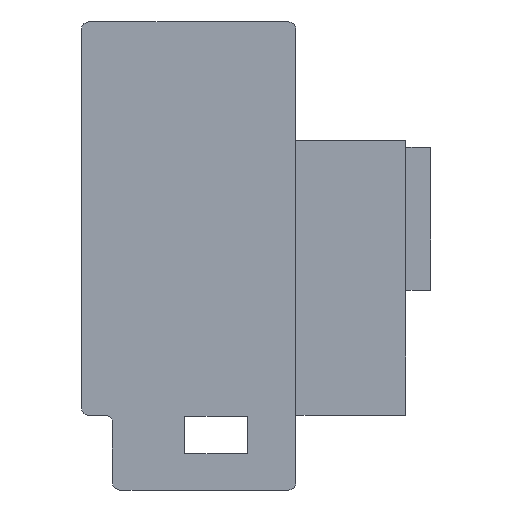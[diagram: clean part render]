
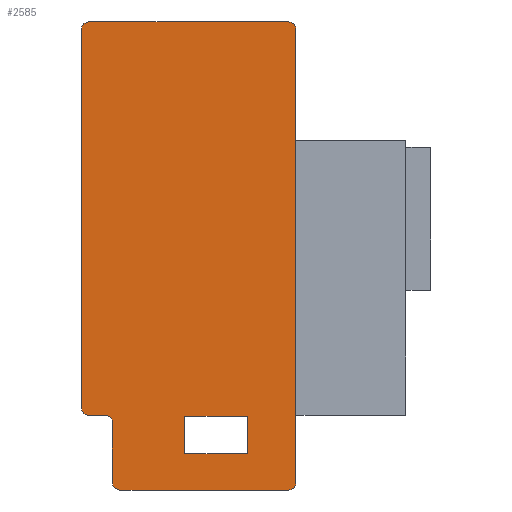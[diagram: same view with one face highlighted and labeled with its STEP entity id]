
A CAD part, left-side view. The second image highlights one B-rep face of the part: STEP entity #2585.
In plain terms, the highlighted planar face has unit normal (-1, 0, 0).
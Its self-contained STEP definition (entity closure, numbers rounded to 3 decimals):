
#2585=ADVANCED_FACE('',(#5274,#5275),#5276,.T.);
#3155=VERTEX_POINT('',#5848);
#3159=VERTEX_POINT('',#5852);
#3161=EDGE_CURVE('',#3155,#3159,#5854,.T.);
#3499=VERTEX_POINT('',#6192);
#3503=VERTEX_POINT('',#6196);
#3505=EDGE_CURVE('',#3503,#3499,#6198,.T.);
#3515=VERTEX_POINT('',#6208);
#3519=EDGE_CURVE('',#3499,#3515,#6212,.T.);
#3537=VERTEX_POINT('',#6230);
#3541=VERTEX_POINT('',#6234);
#3543=EDGE_CURVE('',#3537,#3541,#6236,.T.);
#3645=VERTEX_POINT('',#6338);
#3649=EDGE_CURVE('',#3515,#3645,#6342,.T.);
#3651=EDGE_CURVE('',#3645,#3503,#6344,.T.);
#3653=VERTEX_POINT('',#6346);
#3655=EDGE_CURVE('',#3653,#3541,#6348,.T.);
#3663=VERTEX_POINT('',#6356);
#3667=EDGE_CURVE('',#3537,#3663,#6360,.T.);
#3673=VERTEX_POINT('',#6366);
#3677=EDGE_CURVE('',#3673,#3663,#6370,.T.);
#3681=EDGE_CURVE('',#3673,#3159,#6374,.T.);
#3683=VERTEX_POINT('',#6376);
#3687=EDGE_CURVE('',#3155,#3683,#6380,.T.);
#3689=VERTEX_POINT('',#6382);
#3693=EDGE_CURVE('',#3689,#3683,#6386,.T.);
#3695=VERTEX_POINT('',#6388);
#3699=EDGE_CURVE('',#3695,#3689,#6392,.T.);
#3701=VERTEX_POINT('',#6394);
#3705=EDGE_CURVE('',#3701,#3695,#6398,.T.);
#3707=VERTEX_POINT('',#6400);
#3711=EDGE_CURVE('',#3701,#3707,#6404,.T.);
#3713=EDGE_CURVE('',#3653,#3707,#6406,.T.);
#5274=FACE_OUTER_BOUND('',#8639,.T.);
#5275=FACE_BOUND('',#8640,.T.);
#5276=PLANE('',#8641);
#5848=CARTESIAN_POINT('',(0.0,28.0,6.6));
#5852=CARTESIAN_POINT('',(0.0,28.0,36.9));
#5854=LINE('',#9533,#9534);
#6192=CARTESIAN_POINT('',(0.0,14.7,5.9));
#6196=CARTESIAN_POINT('',(0.0,19.7,5.9));
#6198=LINE('',#10065,#10066);
#6208=CARTESIAN_POINT('',(0.0,14.7,2.9));
#6212=LINE('',#10089,#10090);
#6230=CARTESIAN_POINT('',(0.0,10.8,36.9));
#6234=CARTESIAN_POINT('',(0.0,10.8,0.6));
#6236=LINE('',#10127,#10128);
#6338=CARTESIAN_POINT('',(0.0,19.7,2.9));
#6342=LINE('',#10302,#10303);
#6344=LINE('',#10306,#10307);
#6346=CARTESIAN_POINT('',(0.0,11.4,0.0));
#6348=CIRCLE('',#10312,0.6);
#6356=CARTESIAN_POINT('',(0.0,11.4,37.5));
#6360=CIRCLE('',#10330,0.6);
#6366=CARTESIAN_POINT('',(0.0,27.4,37.5));
#6370=LINE('',#10345,#10346);
#6374=CIRCLE('',#10352,0.6);
#6376=CARTESIAN_POINT('',(0.0,27.4,6.0));
#6380=CIRCLE('',#10361,0.6);
#6382=CARTESIAN_POINT('',(0.0,26.1,6.0));
#6386=LINE('',#10370,#10371);
#6388=CARTESIAN_POINT('',(0.0,25.5,5.4));
#6392=CIRCLE('',#10380,0.6);
#6394=CARTESIAN_POINT('',(0.0,25.5,0.6));
#6398=LINE('',#10389,#10390);
#6400=CARTESIAN_POINT('',(0.0,24.9,0.0));
#6404=CIRCLE('',#10399,0.6);
#6406=LINE('',#10402,#10403);
#8639=EDGE_LOOP('',(#12891,#12892,#12893,#12894,#12895,#12896,#12897,#12898,#12899,#12900,#12901,#12902));
#8640=EDGE_LOOP('',(#12903,#12904,#12905,#12906));
#8641=AXIS2_PLACEMENT_3D('',#12907,#12908,#12909);
#9533=CARTESIAN_POINT('',(0.0,28.0,6.6));
#9534=VECTOR('',#13149,1.0);
#10065=CARTESIAN_POINT('',(0.0,16.966,5.9));
#10066=VECTOR('',#13268,1.0);
#10089=CARTESIAN_POINT('',(0.0,14.7,10.925));
#10090=VECTOR('',#13273,1.0);
#10127=CARTESIAN_POINT('',(0.0,10.8,36.9));
#10128=VECTOR('',#13280,1.0);
#10302=CARTESIAN_POINT('',(0.0,19.466,2.9));
#10303=VECTOR('',#13322,1.0);
#10306=CARTESIAN_POINT('',(0.0,19.7,12.425));
#10307=VECTOR('',#13323,1.0);
#10312=AXIS2_PLACEMENT_3D('',#13324,#13325,#13326);
#10330=AXIS2_PLACEMENT_3D('',#13332,#13333,#13334);
#10345=CARTESIAN_POINT('',(0.0,27.4,37.5));
#10346=VECTOR('',#13337,1.0);
#10352=AXIS2_PLACEMENT_3D('',#13341,#13342,#13343);
#10361=AXIS2_PLACEMENT_3D('',#13345,#13346,#13347);
#10370=CARTESIAN_POINT('',(0.0,26.1,6.0));
#10371=VECTOR('',#13349,1.0);
#10380=AXIS2_PLACEMENT_3D('',#13351,#13352,#13353);
#10389=CARTESIAN_POINT('',(0.0,25.5,0.6));
#10390=VECTOR('',#13355,1.0);
#10399=AXIS2_PLACEMENT_3D('',#13357,#13358,#13359);
#10402=CARTESIAN_POINT('',(0.0,11.4,0.0));
#10403=VECTOR('',#13360,1.0);
#12891=ORIENTED_EDGE('',*,*,#3713,.F.);
#12892=ORIENTED_EDGE('',*,*,#3655,.T.);
#12893=ORIENTED_EDGE('',*,*,#3543,.F.);
#12894=ORIENTED_EDGE('',*,*,#3667,.T.);
#12895=ORIENTED_EDGE('',*,*,#3677,.F.);
#12896=ORIENTED_EDGE('',*,*,#3681,.T.);
#12897=ORIENTED_EDGE('',*,*,#3161,.F.);
#12898=ORIENTED_EDGE('',*,*,#3687,.T.);
#12899=ORIENTED_EDGE('',*,*,#3693,.F.);
#12900=ORIENTED_EDGE('',*,*,#3699,.F.);
#12901=ORIENTED_EDGE('',*,*,#3705,.F.);
#12902=ORIENTED_EDGE('',*,*,#3711,.T.);
#12903=ORIENTED_EDGE('',*,*,#3649,.T.);
#12904=ORIENTED_EDGE('',*,*,#3651,.T.);
#12905=ORIENTED_EDGE('',*,*,#3505,.T.);
#12906=ORIENTED_EDGE('',*,*,#3519,.T.);
#12907=CARTESIAN_POINT('',(0.0,19.232,18.95));
#12908=DIRECTION('',(-1.0,0.0,0.0));
#12909=DIRECTION('',(0.0,1.0,0.0));
#13149=DIRECTION('',(0.0,0.0,1.0));
#13268=DIRECTION('',(0.0,-1.0,0.0));
#13273=DIRECTION('',(0.0,0.0,-1.0));
#13280=DIRECTION('',(0.0,0.0,-1.0));
#13322=DIRECTION('',(0.0,1.0,0.0));
#13323=DIRECTION('',(0.0,0.0,1.0));
#13324=CARTESIAN_POINT('',(0.0,11.4,0.6));
#13325=DIRECTION('',(-1.0,0.0,0.0));
#13326=DIRECTION('',(0.0,0.0,-1.0));
#13332=CARTESIAN_POINT('',(0.0,11.4,36.9));
#13333=DIRECTION('',(-1.0,0.0,0.0));
#13334=DIRECTION('',(0.0,-1.0,0.0));
#13337=DIRECTION('',(0.0,-1.0,0.0));
#13341=CARTESIAN_POINT('',(0.0,27.4,36.9));
#13342=DIRECTION('',(-1.0,0.0,0.0));
#13343=DIRECTION('',(0.0,0.,1.0));
#13345=CARTESIAN_POINT('',(0.0,27.4,6.6));
#13346=DIRECTION('',(-1.0,0.0,0.0));
#13347=DIRECTION('',(0.0,1.0,0.));
#13349=DIRECTION('',(0.0,1.0,0.0));
#13351=CARTESIAN_POINT('',(0.0,26.1,5.4));
#13352=DIRECTION('',(-1.0,0.0,0.0));
#13353=DIRECTION('',(0.0,-1.0,0.));
#13355=DIRECTION('',(0.0,0.0,1.0));
#13357=CARTESIAN_POINT('',(0.0,24.9,0.6));
#13358=DIRECTION('',(-1.0,0.0,0.0));
#13359=DIRECTION('',(0.0,1.0,0.));
#13360=DIRECTION('',(0.0,1.0,0.0));
